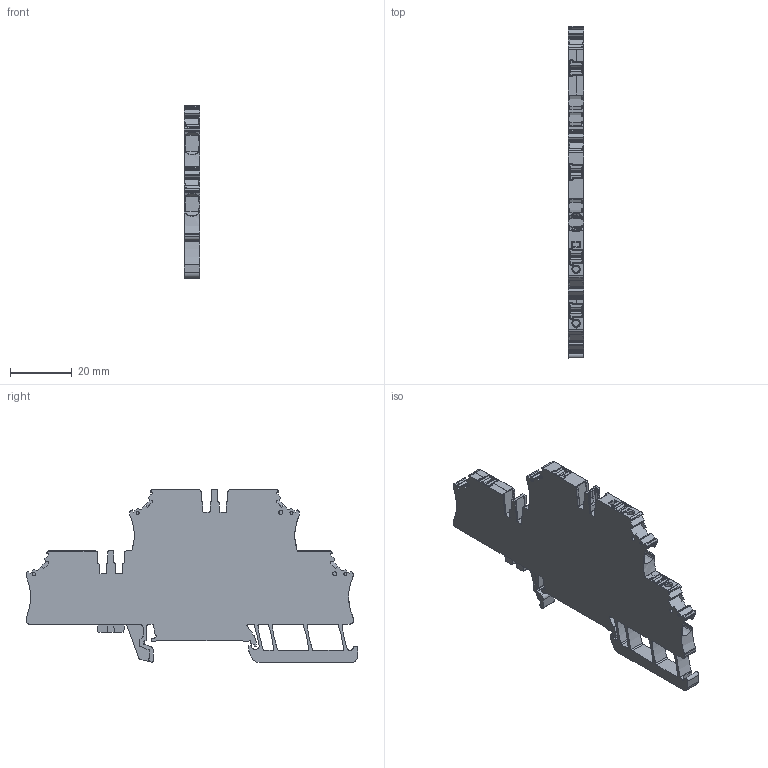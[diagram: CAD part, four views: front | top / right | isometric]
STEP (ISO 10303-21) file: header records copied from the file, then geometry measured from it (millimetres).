
FILE_DESCRIPTION(('CATIA V5 STEP Exchange','CAx-IF Rec.Pracs.--- Model Styling and Organization---1.4--- 2014-01-23'),'2;1');
FILE_NAME ('1389526-6_0', '2024-03-08T09:38:11+00:00', ('none'), ('Weidmueller'), 'CATIA Version 5-6 Release 2016 SP3 HF44', 'CATIA V5 STEP AP214', 'none');
FILE_SCHEMA(('AUTOMOTIVE_DESIGN { 1 0 10303 214 1 1 1 1 }'));
Products named in the file (1): 2847640000
Bounding box: 5.1 x 107.58 x 56.05 mm (x, y, z)
Volume: 17609.3 mm3; surface area: 11871.1 mm2
Topology: 9 solids, 9 shells, 1379 faces, 3814 edges, 2458 vertices
Faces by surface type: plane 596, cylinder 489, extrusion 179, bspline 58, cone 32, sphere 18, torus 7
Entity records: 50502 total; most frequent: CARTESIAN_POINT 17800, ORIENTED_EDGE 7592, DIRECTION 5184, EDGE_CURVE 3796, VECTOR 2477, VERTEX_POINT 2458, LINE 2298, AXIS2_PLACEMENT_3D 1725
